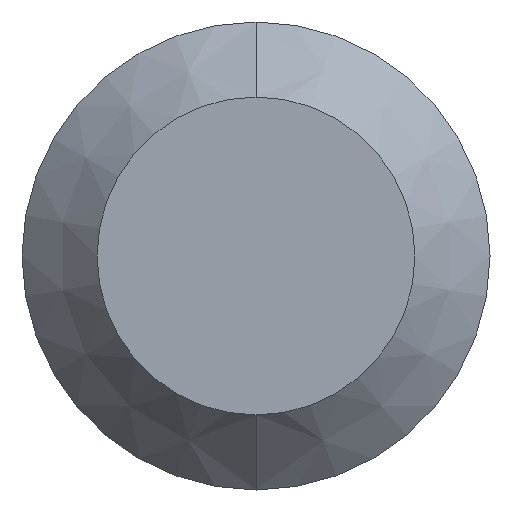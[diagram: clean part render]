
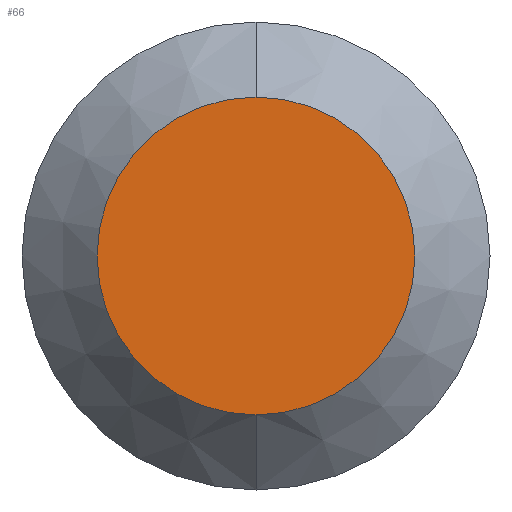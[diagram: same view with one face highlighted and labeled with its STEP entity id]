
A CAD part, front view. The second image highlights one B-rep face of the part: STEP entity #66.
In plain terms, the highlighted planar face has unit normal (0, -1, 0).
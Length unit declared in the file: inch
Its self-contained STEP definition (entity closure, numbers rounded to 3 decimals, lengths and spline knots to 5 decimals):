
#39 = VERTEX_POINT ( 'NONE', #119 ) ;
#44 = CIRCLE ( 'NONE', #189, 0.04235 ) ;
#60 = ORIENTED_EDGE ( 'NONE', *, *, #241, .T. ) ;
#61 = DIRECTION ( 'NONE',  ( 0., 0., 1. ) ) ;
#66 = ADVANCED_FACE ( 'NONE', ( #186 ), #221, .F. ) ;
#70 = EDGE_CURVE ( 'NONE', #158, #39, #44, .T. ) ;
#87 = CARTESIAN_POINT ( 'NONE',  ( 0., 0., 0. ) ) ;
#89 = DIRECTION ( 'NONE',  ( 0., 0., 1. ) ) ;
#95 = DIRECTION ( 'NONE',  ( 0., 1., 0. ) ) ;
#99 = DIRECTION ( 'NONE',  ( 0., -1., 0. ) ) ;
#113 = DIRECTION ( 'NONE',  ( 0., -1., 0. ) ) ;
#119 = CARTESIAN_POINT ( 'NONE',  ( 0., 0., -0.04235 ) ) ;
#130 = CARTESIAN_POINT ( 'NONE',  ( 0., 0., 0. ) ) ;
#132 = AXIS2_PLACEMENT_3D ( 'NONE', #87, #113, #89 ) ;
#155 = DIRECTION ( 'NONE',  ( 0., 0., 1. ) ) ;
#158 = VERTEX_POINT ( 'NONE', #190 ) ;
#161 = EDGE_LOOP ( 'NONE', ( #254, #60 ) ) ;
#183 = AXIS2_PLACEMENT_3D ( 'NONE', #130, #95, #61 ) ;
#186 = FACE_OUTER_BOUND ( 'NONE', #161, .T. ) ;
#189 = AXIS2_PLACEMENT_3D ( 'NONE', #276, #99, #155 ) ;
#190 = CARTESIAN_POINT ( 'NONE',  ( 0., 0., 0.04235 ) ) ;
#221 = PLANE ( 'NONE',  #183 ) ;
#241 = EDGE_CURVE ( 'NONE', #39, #158, #277, .T. ) ;
#254 = ORIENTED_EDGE ( 'NONE', *, *, #70, .T. ) ;
#276 = CARTESIAN_POINT ( 'NONE',  ( 0., 0., 0. ) ) ;
#277 = CIRCLE ( 'NONE', #132, 0.04235 ) ;
